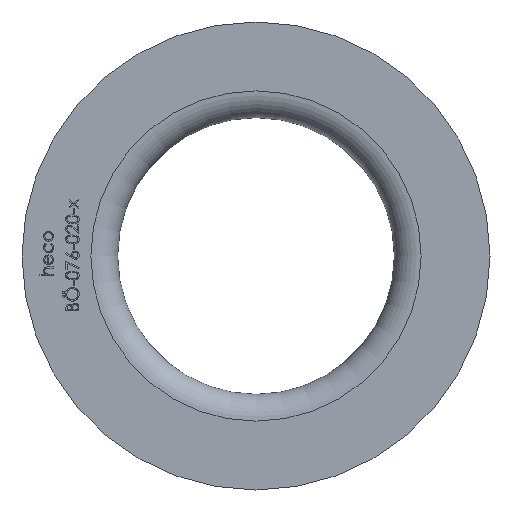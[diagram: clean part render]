
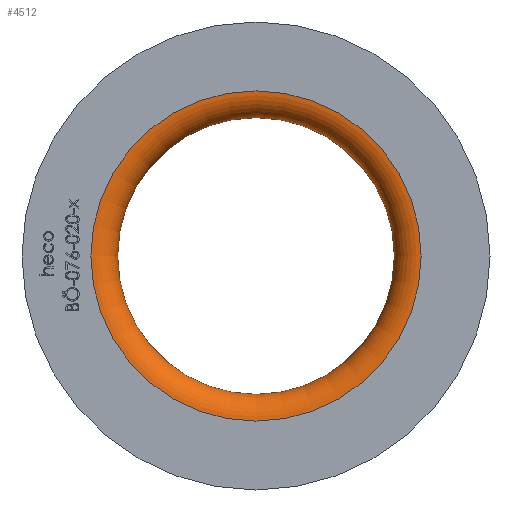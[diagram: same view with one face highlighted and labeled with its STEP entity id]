
A CAD part, left-side view. The second image highlights one B-rep face of the part: STEP entity #4512.
In plain terms, the highlighted toroidal (fillet/blend) face has major radius 43.05 mm and minor radius 7 mm.
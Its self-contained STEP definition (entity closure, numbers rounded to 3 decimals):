
#439 = DIRECTION ( 'NONE',  ( 0., 0., 1. ) ) ;
#1519 = AXIS2_PLACEMENT_3D ( 'NONE', #10664, #8600, #439 ) ;
#1789 = CIRCLE ( 'NONE', #8080, 36.05 ) ;
#3224 = FACE_OUTER_BOUND ( 'NONE', #7471, .T. ) ;
#4504 = EDGE_LOOP ( 'NONE', ( #5885 ) ) ;
#4512 = ADVANCED_FACE ( 'NONE', ( #3224, #9026 ), #8706, .T. ) ;
#4553 = DIRECTION ( 'NONE',  ( -1., 0., 0. ) ) ;
#4634 = AXIS2_PLACEMENT_3D ( 'NONE', #14523, #4553, #7930 ) ;
#5885 = ORIENTED_EDGE ( 'NONE', *, *, #12619, .T. ) ;
#7471 = EDGE_LOOP ( 'NONE', ( #12722 ) ) ;
#7930 = DIRECTION ( 'NONE',  ( 0., 0., 1. ) ) ;
#7977 = CIRCLE ( 'NONE', #1519, 43.05 ) ;
#8080 = AXIS2_PLACEMENT_3D ( 'NONE', #8861, #13239, #9679 ) ;
#8600 = DIRECTION ( 'NONE',  ( -1., 0., 0. ) ) ;
#8706 = TOROIDAL_SURFACE ( 'NONE', #4634, 43.05, 7. ) ;
#8861 = CARTESIAN_POINT ( 'NONE',  ( 7., 0., 0. ) ) ;
#9026 = FACE_OUTER_BOUND ( 'NONE', #4504, .T. ) ;
#9679 = DIRECTION ( 'NONE',  ( 0., 0., 1. ) ) ;
#9909 = CARTESIAN_POINT ( 'NONE',  ( 0., 0., 43.05 ) ) ;
#10664 = CARTESIAN_POINT ( 'NONE',  ( 0., 0., 0. ) ) ;
#11324 = VERTEX_POINT ( 'NONE', #9909 ) ;
#12151 = VERTEX_POINT ( 'NONE', #14437 ) ;
#12619 = EDGE_CURVE ( 'NONE', #11324, #11324, #7977, .T. ) ;
#12722 = ORIENTED_EDGE ( 'NONE', *, *, #14135, .F. ) ;
#13239 = DIRECTION ( 'NONE',  ( -1., 0., 0. ) ) ;
#14135 = EDGE_CURVE ( 'NONE', #12151, #12151, #1789, .T. ) ;
#14437 = CARTESIAN_POINT ( 'NONE',  ( 7., 0., 36.05 ) ) ;
#14523 = CARTESIAN_POINT ( 'NONE',  ( 7., 0., 0. ) ) ;
